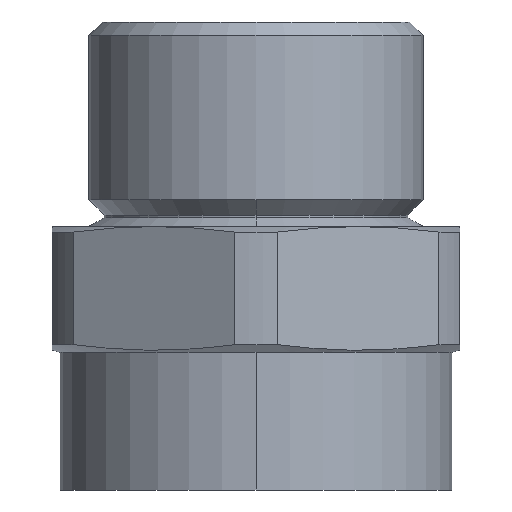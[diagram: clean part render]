
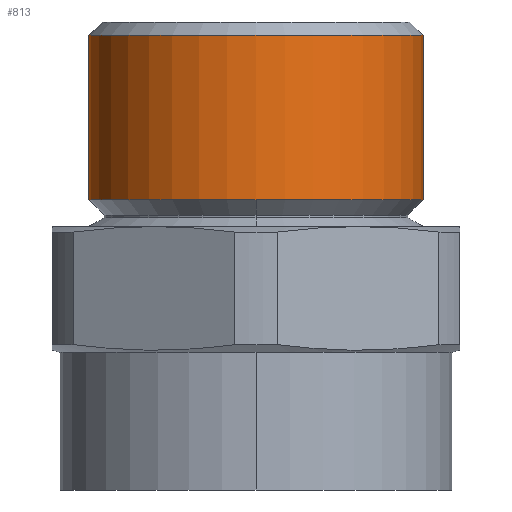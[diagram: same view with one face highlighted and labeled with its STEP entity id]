
A CAD part, front view. The second image highlights one B-rep face of the part: STEP entity #813.
In plain terms, the highlighted cylindrical face has radius 12.5 mm (diameter 25 mm), a partial arc.
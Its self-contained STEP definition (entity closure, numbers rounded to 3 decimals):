
#44 = DIRECTION ( 'NONE',  ( 0., 1., 0. ) ) ;
#64 = VERTEX_POINT ( 'NONE', #263 ) ;
#76 = EDGE_CURVE ( 'NONE', #64, #771, #727, .T. ) ;
#135 = CYLINDRICAL_SURFACE ( 'NONE', #934, 12.5 ) ;
#159 = LINE ( 'NONE', #293, #1225 ) ;
#175 = CARTESIAN_POINT ( 'NONE',  ( 0., -12.5, 21.7 ) ) ;
#208 = CIRCLE ( 'NONE', #729, 12.5 ) ;
#249 = CARTESIAN_POINT ( 'NONE',  ( 0., 0., 0. ) ) ;
#263 = CARTESIAN_POINT ( 'NONE',  ( 12.5, 0., 34. ) ) ;
#293 = CARTESIAN_POINT ( 'NONE',  ( -12.5, 0., 0. ) ) ;
#297 = CIRCLE ( 'NONE', #1200, 12.5 ) ;
#299 = VERTEX_POINT ( 'NONE', #892 ) ;
#370 = ORIENTED_EDGE ( 'NONE', *, *, #435, .F. ) ;
#419 = VERTEX_POINT ( 'NONE', #175 ) ;
#435 = EDGE_CURVE ( 'NONE', #419, #1083, #297, .T. ) ;
#439 = DIRECTION ( 'NONE',  ( 0., 0., -1. ) ) ;
#470 = CARTESIAN_POINT ( 'NONE',  ( 0., 0., 34. ) ) ;
#497 = CARTESIAN_POINT ( 'NONE',  ( 0., 0., 21.7 ) ) ;
#514 = ORIENTED_EDGE ( 'NONE', *, *, #1073, .T. ) ;
#570 = CARTESIAN_POINT ( 'NONE',  ( -12.5, 0., 34. ) ) ;
#573 = DIRECTION ( 'NONE',  ( -1., 0., 0. ) ) ;
#590 = DIRECTION ( 'NONE',  ( 1., 0., 0. ) ) ;
#610 = DIRECTION ( 'NONE',  ( 0., 1., 0. ) ) ;
#695 = DIRECTION ( 'NONE',  ( 0., 0., -1. ) ) ;
#708 = AXIS2_PLACEMENT_3D ( 'NONE', #470, #1220, #590 ) ;
#722 = FACE_OUTER_BOUND ( 'NONE', #1104, .T. ) ;
#727 = CIRCLE ( 'NONE', #708, 12.5 ) ;
#729 = AXIS2_PLACEMENT_3D ( 'NONE', #1323, #695, #44 ) ;
#742 = ORIENTED_EDGE ( 'NONE', *, *, #806, .F. ) ;
#768 = CARTESIAN_POINT ( 'NONE',  ( 12.5, 0., 0. ) ) ;
#771 = VERTEX_POINT ( 'NONE', #570 ) ;
#806 = EDGE_CURVE ( 'NONE', #299, #419, #208, .T. ) ;
#813 = ADVANCED_FACE ( 'NONE', ( #722 ), #135, .T. ) ;
#892 = CARTESIAN_POINT ( 'NONE',  ( 12.5, 0., 21.7 ) ) ;
#916 = ORIENTED_EDGE ( 'NONE', *, *, #76, .T. ) ;
#930 = CARTESIAN_POINT ( 'NONE',  ( -12.5, 0., 21.7 ) ) ;
#934 = AXIS2_PLACEMENT_3D ( 'NONE', #249, #1215, #573 ) ;
#967 = ORIENTED_EDGE ( 'NONE', *, *, #1370, .F. ) ;
#1002 = VECTOR ( 'NONE', #439, 1000. ) ;
#1045 = DIRECTION ( 'NONE',  ( 0., 0., -1. ) ) ;
#1073 = EDGE_CURVE ( 'NONE', #771, #1083, #159, .T. ) ;
#1083 = VERTEX_POINT ( 'NONE', #930 ) ;
#1104 = EDGE_LOOP ( 'NONE', ( #967, #916, #514, #370, #742 ) ) ;
#1200 = AXIS2_PLACEMENT_3D ( 'NONE', #497, #1244, #610 ) ;
#1215 = DIRECTION ( 'NONE',  ( 0., 0., -1. ) ) ;
#1220 = DIRECTION ( 'NONE',  ( 0., 0., -1. ) ) ;
#1225 = VECTOR ( 'NONE', #1045, 1000. ) ;
#1244 = DIRECTION ( 'NONE',  ( 0., 0., -1. ) ) ;
#1254 = LINE ( 'NONE', #768, #1002 ) ;
#1323 = CARTESIAN_POINT ( 'NONE',  ( 0., 0., 21.7 ) ) ;
#1370 = EDGE_CURVE ( 'NONE', #64, #299, #1254, .T. ) ;
